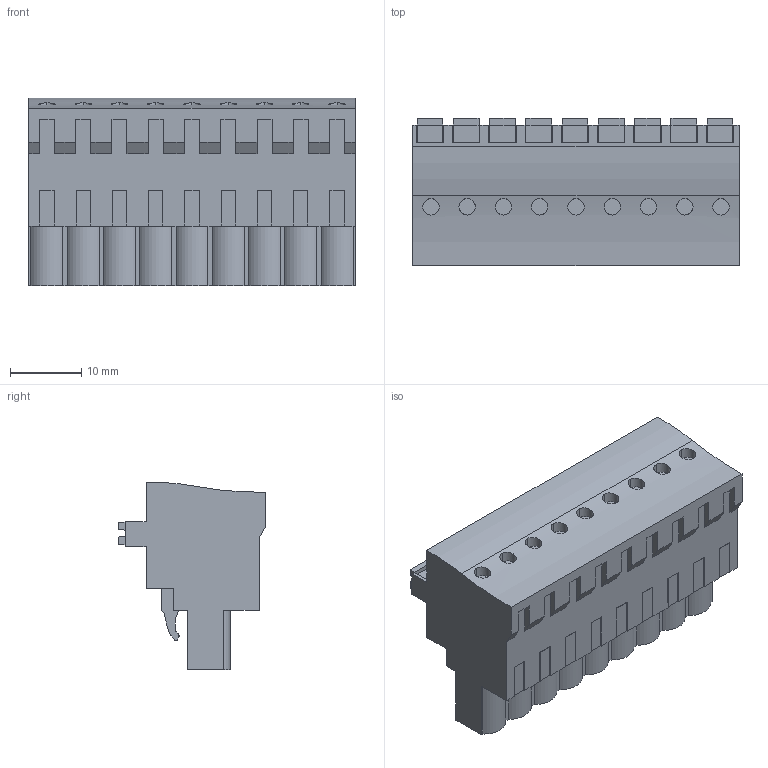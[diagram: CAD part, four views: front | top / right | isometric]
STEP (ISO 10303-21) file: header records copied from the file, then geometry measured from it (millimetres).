
FILE_DESCRIPTION(('CATIA V5 STEP Exchange','CAx-IF Rec.Pracs.--- Model Styling and Organization---1.2---2011-12-15'),'2;1');
FILE_NAME ('D1446263_0_1001600000_1001600000.stp','2017-09-08T11:48:23+00:00',('none'),('Weidmueller'),'CATIA Version 5-6 Release 2014','CATIA V5 STEP AP214','none');
FILE_SCHEMA(('AUTOMOTIVE_DESIGN { 1 0 10303 214 1 1 1 1 }'));
Length unit declared in the file: millimetre
Products named in the file (1): 1001600000
Bounding box: 45.72 x 20.64 x 26.24 mm (x, y, z)
Volume: 13955.8 mm3; surface area: 6210.3 mm2
Topology: 10 solids, 10 shells, 605 faces, 1740 edges, 1191 vertices
Faces by surface type: plane 489, cylinder 108, extrusion 8
Entity records: 18544 total; most frequent: CARTESIAN_POINT 3657, ORIENTED_EDGE 3480, DIRECTION 2385, EDGE_CURVE 1740, VECTOR 1477, LINE 1469, VERTEX_POINT 1191, EDGE_LOOP 641
